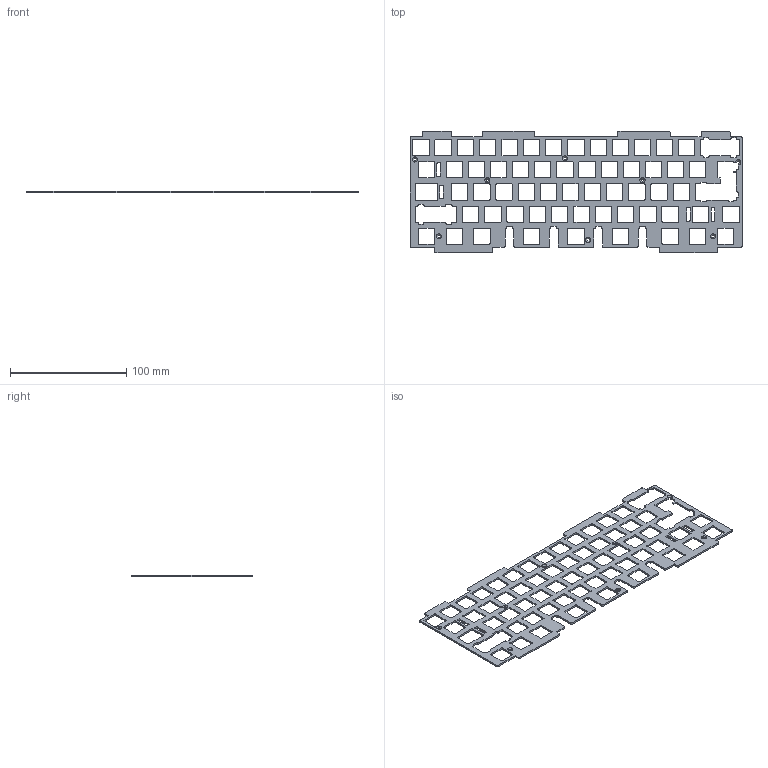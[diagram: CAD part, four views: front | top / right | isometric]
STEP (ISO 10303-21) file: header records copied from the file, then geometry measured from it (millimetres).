
FILE_DESCRIPTION(/* description */ (''),/* implementation_level */ '2;1');
FILE_NAME(/* name */ 'plate_he_compatible.step',/* time_stamp */ '2025-12-27T16:41:14+01:00',/* author */ (''),/* organization */ (''),/* preprocessor_version */ 'ST-DEVELOPER v20.1',/* originating_system */ 'Autodesk Translation Framework v14.21.0.0',/* authorisation */ '');
FILE_SCHEMA (('AUTOMOTIVE_DESIGN { 1 0 10303 214 3 1 1 }'));
Length unit declared in the file: millimetre
Products named in the file (4): PoorKoiR2; root; plate; VenomHE_compatible
Assembly tree (3 placements, depth 4):
  PoorKoiR2
    root
      plate
        VenomHE_compatible
Bounding box: 285.55 x 104.25 x 1.5 mm (x, y, z)
Volume: 21115.5 mm3; surface area: 35294.6 mm2
Topology: 1 solids, 1 shells, 772 faces, 2305 edges, 1535 vertices
Faces by surface type: plane 388, cylinder 376, cone 8
Full cylindrical faces by diameter (mm): 2.5 x7
Entity records: 26618 total; most frequent: CARTESIAN_POINT 4651, DIRECTION 4615, ORIENTED_EDGE 4610, EDGE_CURVE 2305, LINE 1541, VECTOR 1541, AXIS2_PLACEMENT_3D 1537, VERTEX_POINT 1535
